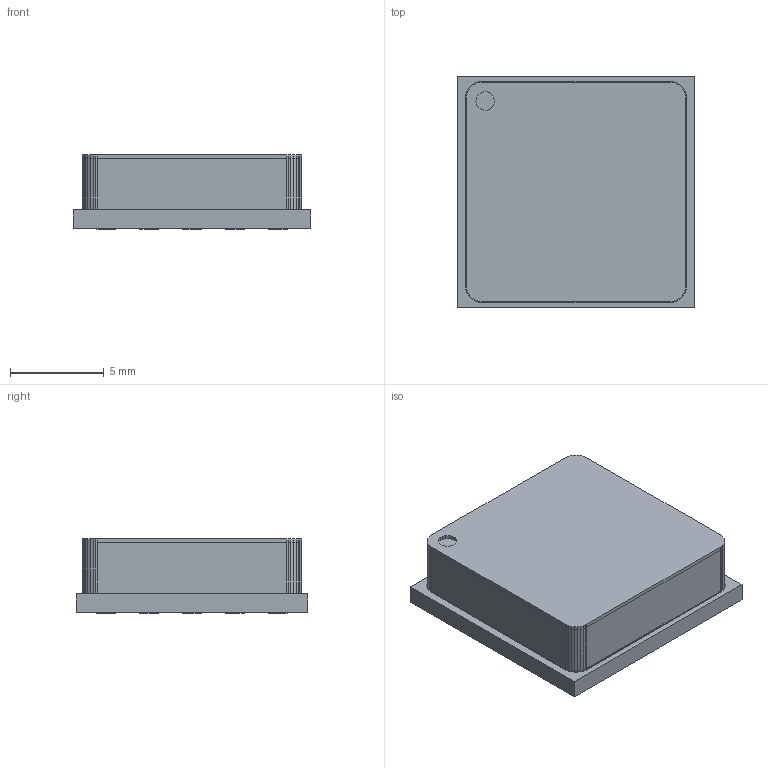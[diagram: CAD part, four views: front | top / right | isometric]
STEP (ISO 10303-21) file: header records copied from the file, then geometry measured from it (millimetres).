
FILE_DESCRIPTION (( 'STEP AP214' ), '1' );
FILE_NAME ('RPMB-3.0.STEP', '2021-10-23T21:12:35', ( '' ), ( '' ), 'SwSTEP 2.0', 'SolidWorks 2020', '' );
FILE_SCHEMA (( 'AUTOMOTIVE_DESIGN' ));
Length unit declared in the file: millimetre
Products named in the file (1): RPMB-3.0
Bounding box: 12.69 x 12.39 x 3.97 mm (x, y, z)
Volume: 417.5 mm3; surface area: 1743.1 mm2
Topology: 69 solids, 69 shells, 662 faces, 1567 edges, 1044 vertices
Faces by surface type: plane 662
Entity records: 26571 total; most frequent: CARTESIAN_POINT 3274, ORIENTED_EDGE 3134, DIRECTION 2893, VECTOR 1567, LINE 1567, EDGE_CURVE 1567, VERTEX_POINT 1044, UNCERTAINTY_MEASURE_WITH_UNIT 733
